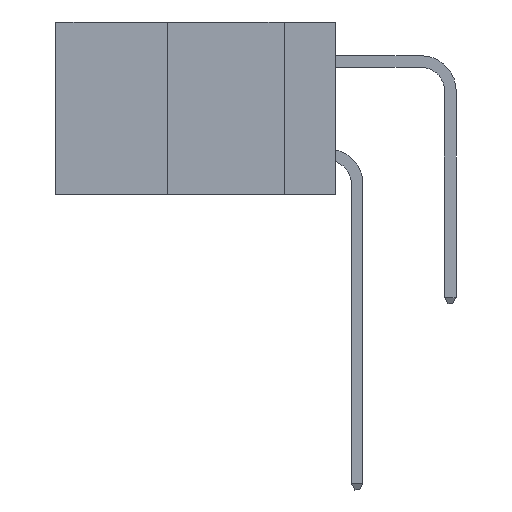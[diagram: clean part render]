
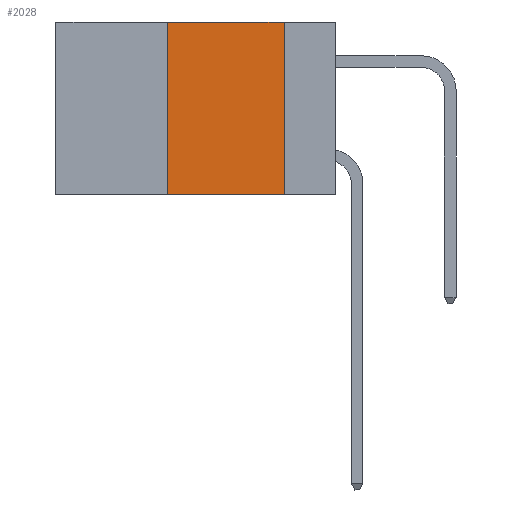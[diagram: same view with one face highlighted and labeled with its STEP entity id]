
A CAD part, left-side view. The second image highlights one B-rep face of the part: STEP entity #2028.
In plain terms, the highlighted planar face has unit normal (-1, 0, 0).
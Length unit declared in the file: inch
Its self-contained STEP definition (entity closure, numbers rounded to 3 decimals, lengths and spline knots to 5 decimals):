
#10 = CARTESIAN_POINT ( 'NONE',  ( 0., 0.36, 0. ) ) ;
#643 = FACE_OUTER_BOUND ( 'NONE', #10227, .T. ) ;
#1729 = VECTOR ( 'NONE', #13022, 39.37008 ) ;
#2028 = ADVANCED_FACE ( 'NONE', ( #643 ), #21671, .F. ) ;
#2206 = VERTEX_POINT ( 'NONE', #12385 ) ;
#3106 = DIRECTION ( 'NONE',  ( 0., -1., 0. ) ) ;
#5903 = VERTEX_POINT ( 'NONE', #16520 ) ;
#5932 = DIRECTION ( 'NONE',  ( 0., -1., 0. ) ) ;
#7421 = VECTOR ( 'NONE', #17930, 39.37008 ) ;
#8532 = ORIENTED_EDGE ( 'NONE', *, *, #13443, .F. ) ;
#9005 = VERTEX_POINT ( 'NONE', #19203 ) ;
#9295 = AXIS2_PLACEMENT_3D ( 'NONE', #19671, #9739, #23692 ) ;
#9739 = DIRECTION ( 'NONE',  ( 1., 0., 0. ) ) ;
#9821 = ORIENTED_EDGE ( 'NONE', *, *, #16637, .F. ) ;
#10227 = EDGE_LOOP ( 'NONE', ( #8532, #25086, #9821, #15763 ) ) ;
#11496 = VECTOR ( 'NONE', #3106, 39.37008 ) ;
#12385 = CARTESIAN_POINT ( 'NONE',  ( 0., 0.11, -0.37 ) ) ;
#13022 = DIRECTION ( 'NONE',  ( 0., 0., 1. ) ) ;
#13443 = EDGE_CURVE ( 'NONE', #5903, #2206, #23432, .T. ) ;
#13457 = EDGE_CURVE ( 'NONE', #19541, #5903, #17530, .T. ) ;
#13919 = CARTESIAN_POINT ( 'NONE',  ( 0., 0.11, 0. ) ) ;
#15292 = CARTESIAN_POINT ( 'NONE',  ( 0., 0.6, -0.37 ) ) ;
#15761 = EDGE_CURVE ( 'NONE', #9005, #2206, #20816, .T. ) ;
#15763 = ORIENTED_EDGE ( 'NONE', *, *, #15761, .T. ) ;
#16520 = CARTESIAN_POINT ( 'NONE',  ( 0., 0.11, 0. ) ) ;
#16637 = EDGE_CURVE ( 'NONE', #9005, #19541, #23882, .T. ) ;
#17530 = LINE ( 'NONE', #18015, #22813 ) ;
#17930 = DIRECTION ( 'NONE',  ( 0., 0., -1. ) ) ;
#18015 = CARTESIAN_POINT ( 'NONE',  ( 0., 0.6, 0. ) ) ;
#19203 = CARTESIAN_POINT ( 'NONE',  ( 0., 0.36, -0.37 ) ) ;
#19541 = VERTEX_POINT ( 'NONE', #10 ) ;
#19671 = CARTESIAN_POINT ( 'NONE',  ( 0., 0.6, 0. ) ) ;
#20816 = LINE ( 'NONE', #15292, #11496 ) ;
#21671 = PLANE ( 'NONE',  #9295 ) ;
#22813 = VECTOR ( 'NONE', #5932, 39.37008 ) ;
#23432 = LINE ( 'NONE', #13919, #7421 ) ;
#23692 = DIRECTION ( 'NONE',  ( 0., 0., -1. ) ) ;
#23882 = LINE ( 'NONE', #24930, #1729 ) ;
#24930 = CARTESIAN_POINT ( 'NONE',  ( 0., 0.36, 0. ) ) ;
#25086 = ORIENTED_EDGE ( 'NONE', *, *, #13457, .F. ) ;
